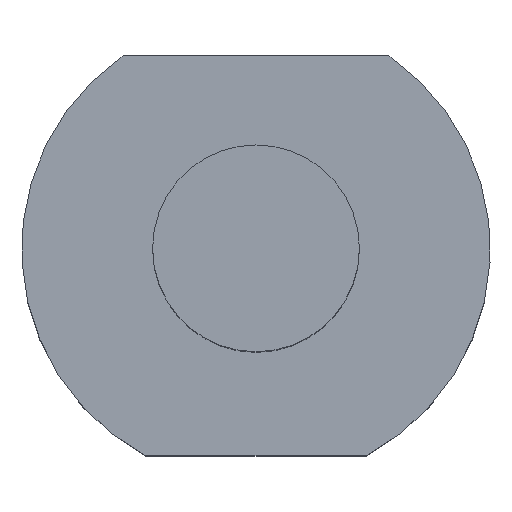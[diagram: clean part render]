
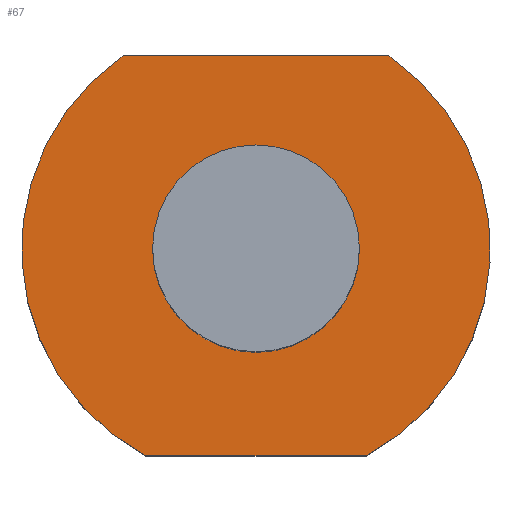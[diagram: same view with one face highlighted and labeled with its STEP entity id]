
A CAD part, top view. The second image highlights one B-rep face of the part: STEP entity #67.
In plain terms, the highlighted planar face has unit normal (0, 0, 1).
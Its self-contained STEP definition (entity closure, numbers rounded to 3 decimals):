
#40=FACE_BOUND('',#87,.T.);
#41=FACE_BOUND('',#88,.T.);
#47=LINE('',#267,#57);
#48=LINE('',#272,#58);
#57=VECTOR('',#224,1.);
#58=VECTOR('',#227,1.);
#67=ADVANCED_FACE('',(#40,#41),#74,.F.);
#74=PLANE('',#196);
#87=EDGE_LOOP('',(#102,#103,#104,#105));
#88=EDGE_LOOP('',(#106,#107));
#102=ORIENTED_EDGE('',*,*,#145,.T.);
#103=ORIENTED_EDGE('',*,*,#146,.F.);
#104=ORIENTED_EDGE('',*,*,#147,.F.);
#105=ORIENTED_EDGE('',*,*,#148,.F.);
#106=ORIENTED_EDGE('',*,*,#144,.T.);
#107=ORIENTED_EDGE('',*,*,#142,.T.);
#129=VERTEX_POINT('',#260);
#130=VERTEX_POINT('',#262);
#132=VERTEX_POINT('',#268);
#133=VERTEX_POINT('',#269);
#134=VERTEX_POINT('',#271);
#135=VERTEX_POINT('',#273);
#142=EDGE_CURVE('',#130,#129,#158,.T.);
#144=EDGE_CURVE('',#129,#130,#159,.T.);
#145=EDGE_CURVE('',#132,#133,#47,.T.);
#146=EDGE_CURVE('',#134,#133,#160,.T.);
#147=EDGE_CURVE('',#135,#134,#48,.T.);
#148=EDGE_CURVE('',#132,#135,#161,.T.);
#158=CIRCLE('',#191,15.);
#159=CIRCLE('',#192,15.);
#160=CIRCLE('',#194,34.);
#161=CIRCLE('',#195,34.);
#191=AXIS2_PLACEMENT_3D('',#261,#217,#218);
#192=AXIS2_PLACEMENT_3D('',#265,#220,#221);
#194=AXIS2_PLACEMENT_3D('',#270,#225,#226);
#195=AXIS2_PLACEMENT_3D('',#274,#228,#229);
#196=AXIS2_PLACEMENT_3D('',#275,#230,#231);
#217=DIRECTION('',(0.,0.,-1.));
#218=DIRECTION('',(-1.,0.,0.));
#220=DIRECTION('',(0.,0.,-1.));
#221=DIRECTION('',(-1.,0.,0.));
#224=DIRECTION('',(-1.,0.,0.));
#225=DIRECTION('',(0.,0.,-1.));
#226=DIRECTION('',(-1.,0.,0.));
#227=DIRECTION('',(-1.,0.,0.));
#228=DIRECTION('',(0.,0.,-1.));
#229=DIRECTION('',(-1.,0.,0.));
#230=DIRECTION('',(0.,0.,-1.));
#231=DIRECTION('',(0.,1.,0.));
#260=CARTESIAN_POINT('',(0.,-15.,0.));
#261=CARTESIAN_POINT('',(0.,0.,0.));
#262=CARTESIAN_POINT('',(0.,15.,0.));
#265=CARTESIAN_POINT('',(0.,0.,0.));
#267=CARTESIAN_POINT('',(-34.,28.,0.));
#268=CARTESIAN_POINT('',(19.287,28.,0.));
#269=CARTESIAN_POINT('',(-19.287,28.,0.));
#270=CARTESIAN_POINT('',(0.,0.,0.));
#271=CARTESIAN_POINT('',(-16.,-30.,0.));
#272=CARTESIAN_POINT('',(0.,-30.,0.));
#273=CARTESIAN_POINT('',(16.,-30.,0.));
#274=CARTESIAN_POINT('',(0.,0.,0.));
#275=CARTESIAN_POINT('',(0.,0.,0.));
